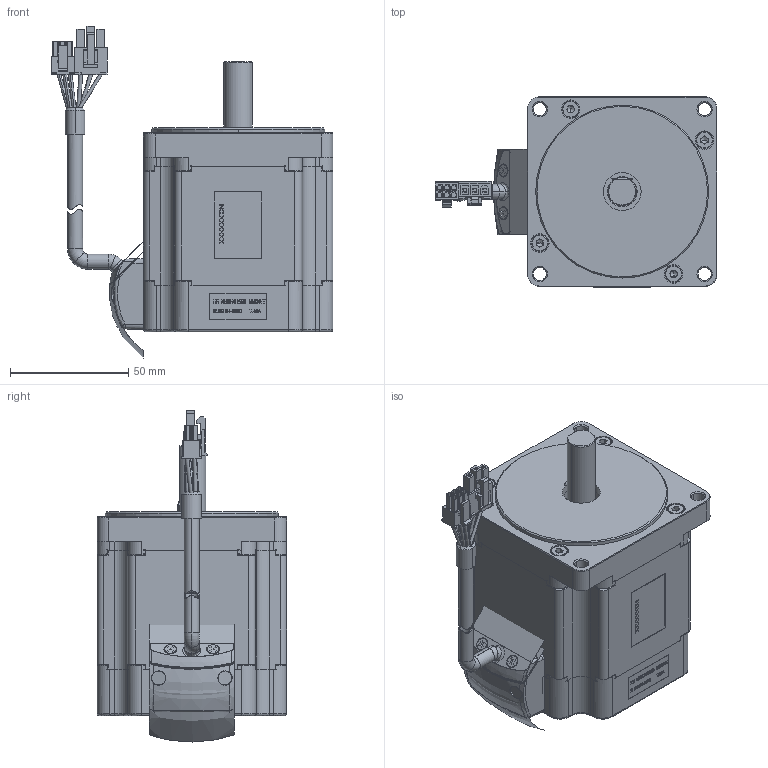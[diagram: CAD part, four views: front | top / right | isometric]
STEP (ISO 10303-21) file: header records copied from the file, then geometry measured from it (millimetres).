
FILE_DESCRIPTION((''),'2;1');
FILE_NAME('4611130001222_ASM_ASM','2020-01-14T19:33:46',('TQ00207'),(''),'CREO PARAMETRIC BY PTC INC, 2018100','CREO PARAMETRIC BY PTC INC, 2018100','');
FILE_SCHEMA(('CONFIG_CONTROL_DESIGN'));
Products named in the file (43): DINGZIZUJIAN_1_1_2_3; HOUDUANGAI_4; 00_1-11366; 00_ASM_1-11376_ASM; 00_ASM_1-12124_ASM; ROLLINGBEARINGS6000002_1_1_2__8; ZHUANZIZUJIAN_ASM_1_1_2_3_ASM; 00_1-34413; _220001_1_1_2_3_4_5_6_7_8; 200_1_1_2_3; 300_1_1_2_3; 400_1_1_2_3_4_5_6_7_8; 500_1_1_2_3_4_5_6_7_8; 600_1_1_2_3_4_5_6_7_8; 900_1_1_2_3_4_5_6_7_8; _210001_1_1_2_3_4_5_6_7_8; 00_ASM_1-34834_ASM; 3698201101031-A-3-SOLID1_1_1__8; BL80-2-SOLID10001_1_1_2_3_4_5_8; 3698201101031-A-2-SOLID1_1_1__8; BL80-1-SOLID10001_1_1_2_3_4_5_8; 3698201101031-A-1-SOLID1_1_1__8; BL80-3-SOLID10001_1_1_2_3_4_5_8; 00_ASM_1-39500_ASM; 00_1-54299; 00_1-57529; RSHUOGUAN_1_1_2_3; HOUSING_1_1_1_2_3; 1_00_1-68690; 1_00_1-68850; 3_00_1_1_2_3; HOUSING_2_ASM_1_1_2_3_ASM; XIANLUBANZUJIAN_ASM_2_1_2_3_ASM; QIANDUANGAI_1_1_2_3; LUODING_1_1_2_3; 00_14; BIAOQIAN_2_1_2_3_4_5_6_7_8; M3_1_1_2_3; PRT0002_1_1_2_3; M2_1_1_2_3 ...
Assembly tree (46 placements, depth 6):
  4611130001222_ASM_ASM
    MOTOR_3_ASM_1_1_2_3_ASM
      DINGZIZUJIAN_1_1_2_3
      HOUDUANGAI_4
      ZHUANZIZUJIAN_ASM_1_1_2_3_ASM
        00_ASM_1-12124_ASM
          00_ASM_1-11376_ASM
            00_1-11366
        ROLLINGBEARINGS6000002_1_1_2__8  x2
      XIANLUBANZUJIAN_ASM_2_1_2_3_ASM
        00_1-34413
        00_ASM_1-34834_ASM
          _220001_1_1_2_3_4_5_6_7_8
          200_1_1_2_3
          300_1_1_2_3
          400_1_1_2_3_4_5_6_7_8
          500_1_1_2_3_4_5_6_7_8
          600_1_1_2_3_4_5_6_7_8
          900_1_1_2_3_4_5_6_7_8
          _210001_1_1_2_3_4_5_6_7_8
        00_ASM_1-39500_ASM
          3698201101031-A-3-SOLID1_1_1__8
          BL80-2-SOLID10001_1_1_2_3_4_5_8
          3698201101031-A-2-SOLID1_1_1__8
          BL80-1-SOLID10001_1_1_2_3_4_5_8
          3698201101031-A-1-SOLID1_1_1__8
          BL80-3-SOLID10001_1_1_2_3_4_5_8
        00_1-54299
        00_1-57529
        RSHUOGUAN_1_1_2_3
        HOUSING_1_1_1_2_3
        HOUSING_2_ASM_1_1_2_3_ASM
          1_00_1-68690
          1_00_1-68850
          3_00_1_1_2_3
      QIANDUANGAI_1_1_2_3
      LUODING_1_1_2_3  x4
      00_14
      BIAOQIAN_2_1_2_3_4_5_6_7_8
      M3_1_1_2_3
      PRT0002_1_1_2_3
      M2_1_1_2_3
      PRT0003_1_1_2_3
Bounding box: 119 x 80.2 x 140.16 mm (x, y, z)
Volume: 323301.1 mm3; surface area: 115376.9 mm2
Topology: 37 solids, 43 shells, 3447 faces, 9416 edges, 6126 vertices
Faces by surface type: plane 1884, cylinder 614, cone 445, torus 236, sphere 134, extrusion 70, bspline 64
Entity records: 106727 total; most frequent: CARTESIAN_POINT 33389, ORIENTED_EDGE 15484, DIRECTION 14534, EDGE_CURVE 7752, VECTOR 5392, LINE 5322, VERTEX_POINT 5067, AXIS2_PLACEMENT_3D 4571
